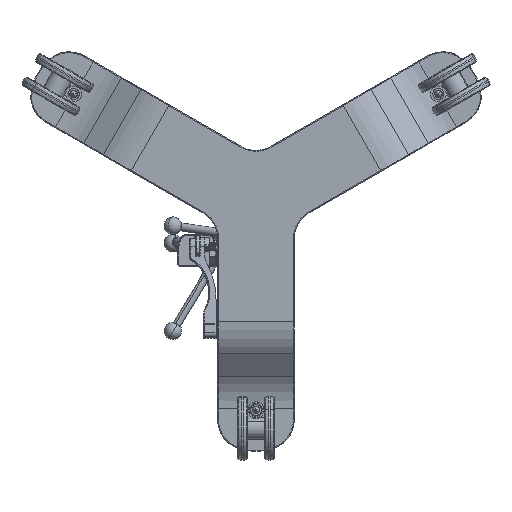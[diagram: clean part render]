
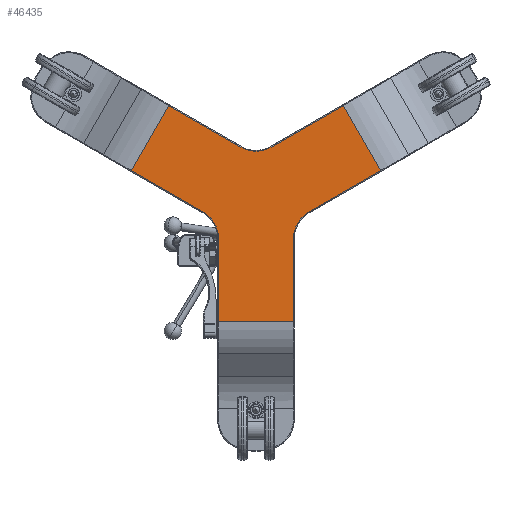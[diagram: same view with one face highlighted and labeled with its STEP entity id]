
A CAD part, front view. The second image highlights one B-rep face of the part: STEP entity #46435.
In plain terms, the highlighted planar face has unit normal (0, -1, 0).
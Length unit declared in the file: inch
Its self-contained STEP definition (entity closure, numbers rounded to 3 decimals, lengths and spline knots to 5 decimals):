
#547 = AXIS2_PLACEMENT_3D ( 'NONE', #59333, #2307, #3114 ) ;
#575 = CARTESIAN_POINT ( 'NONE',  ( 2.94, -3.25, -9.57984 ) ) ;
#1634 = CARTESIAN_POINT ( 'NONE',  ( 4.12, -3.25, -1.01614 ) ) ;
#2307 = DIRECTION ( 'NONE',  ( 0., 1., 0. ) ) ;
#2658 = VECTOR ( 'NONE', #47210, 39.37008 ) ;
#3114 = DIRECTION ( 'NONE',  ( 0.866, 0., -0.5 ) ) ;
#4485 = CARTESIAN_POINT ( 'NONE',  ( -5.3, -3.25, -3.05996 ) ) ;
#8670 = EDGE_CURVE ( 'Defeatured_0_437+Defeatured_0_10+Defeatured_0_8+Defeatured_0_323', #76055, #48192, #64053, .T. ) ;
#8767 = EDGE_CURVE ( 'Defeatured_0_437+Defeatured_0_27+Defeatured_0_29+Defeatured_0_25', #45234, #60327, #28266, .T. ) ;
#9337 = CARTESIAN_POINT ( 'NONE',  ( -8.05628, -3.25, 8.04611 ) ) ;
#9817 = ORIENTED_EDGE ( 'NONE', *, *, #50752, .T. ) ;
#9846 = VERTEX_POINT ( 'NONE', #15360 ) ;
#10434 = ORIENTED_EDGE ( 'NONE', *, *, #75274, .T. ) ;
#12875 = DIRECTION ( 'NONE',  ( -0.866, 0., -0.5 ) ) ;
#14446 = ORIENTED_EDGE ( 'NONE', *, *, #8767, .T. ) ;
#14970 = CARTESIAN_POINT ( 'NONE',  ( -2.94, -3.25, 2.0359 ) ) ;
#15247 = CARTESIAN_POINT ( 'NONE',  ( 9.76638, -3.25, 2.2438 ) ) ;
#15360 = CARTESIAN_POINT ( 'NONE',  ( 2.94, -3.25, -3.05996 ) ) ;
#16396 = VECTOR ( 'NONE', #57784, 39.37008 ) ;
#17332 = CARTESIAN_POINT ( 'NONE',  ( -9.76638, -3.25, 2.2438 ) ) ;
#18840 = VERTEX_POINT ( 'NONE', #76300 ) ;
#20524 = CARTESIAN_POINT ( 'NONE',  ( -10.99628, -3.25, 2.95389 ) ) ;
#20587 = EDGE_CURVE ( 'Defeatured_0_437+Defeatured_0_34+Defeatured_0_323+Defeatured_0_36', #61612, #18840, #71104, .T. ) ;
#22302 = DIRECTION ( 'NONE',  ( -0.5, 0., 0.866 ) ) ;
#23216 = CARTESIAN_POINT ( 'NONE',  ( 4., -3.25, -9.57984 ) ) ;
#25284 = VECTOR ( 'NONE', #48638, 39.37008 ) ;
#27057 = CARTESIAN_POINT ( 'NONE',  ( -6.82638, -3.25, 7.33603 ) ) ;
#28068 = EDGE_CURVE ( 'Defeatured_0_441+Defeatured_0_437+Defeatured_0_31+Defeatured_0_40', #72401, #72703, #62346, .T. ) ;
#28266 = CIRCLE ( 'NONE', #33636, 2.36 ) ;
#28415 = PLANE ( 'NONE',  #547 ) ;
#29478 = DIRECTION ( 'NONE',  ( 0., 1., 0. ) ) ;
#29485 = ORIENTED_EDGE ( 'NONE', *, *, #20587, .T. ) ;
#30656 = VERTEX_POINT ( 'NONE', #67446 ) ;
#31584 = LINE ( 'NONE', #70342, #35564 ) ;
#31769 = VERTEX_POINT ( 'NONE', #49195 ) ;
#31949 = CARTESIAN_POINT ( 'NONE',  ( -9.23314, -3.25, -1.93594 ) ) ;
#32393 = EDGE_LOOP ( 'NONE', ( #61023, #41781, #14446, #9817, #40676, #71530, #50792, #68681, #64338, #29485, #39524, #10434 ) ) ;
#33636 = AXIS2_PLACEMENT_3D ( 'NONE', #4485, #48604, #73956 ) ;
#33913 = VERTEX_POINT ( 'NONE', #575 ) ;
#34694 = LINE ( 'NONE', #9337, #2658 ) ;
#35355 = AXIS2_PLACEMENT_3D ( 'NONE', #48272, #48692, #74050 ) ;
#35564 = VECTOR ( 'NONE', #57045, 39.37008 ) ;
#35930 = VECTOR ( 'NONE', #63863, 39.37008 ) ;
#39524 = ORIENTED_EDGE ( 'NONE', *, *, #39771, .T. ) ;
#39771 = EDGE_CURVE ( 'Defeatured_0_437+Defeatured_0_36+Defeatured_0_34+Defeatured_0_38', #18840, #31769, #72148, .T. ) ;
#40676 = ORIENTED_EDGE ( 'NONE', *, *, #64178, .T. ) ;
#41178 = DIRECTION ( 'NONE',  ( 0., 0., -1. ) ) ;
#41781 = ORIENTED_EDGE ( 'NONE', *, *, #78558, .T. ) ;
#42025 = DIRECTION ( 'NONE',  ( -1., 0., 0. ) ) ;
#44788 = EDGE_CURVE ( 'Defeatured_0_437+Defeatured_0_8+Defeatured_0_6+Defeatured_0_10', #9846, #76055, #80516, .T. ) ;
#45234 = VERTEX_POINT ( 'NONE', #56844 ) ;
#46435 = ADVANCED_FACE ( 'Defeatured_0_437', ( #77970 ), #28415, .F. ) ;
#47210 = DIRECTION ( 'NONE',  ( -0.866, 0., 0.5 ) ) ;
#48192 = VERTEX_POINT ( 'NONE', #15247 ) ;
#48272 = CARTESIAN_POINT ( 'NONE',  ( 5.3, -3.25, -3.05996 ) ) ;
#48604 = DIRECTION ( 'NONE',  ( 0., 1., 0. ) ) ;
#48638 = DIRECTION ( 'NONE',  ( 1., 0., 0. ) ) ;
#48692 = DIRECTION ( 'NONE',  ( 0., 1., 0. ) ) ;
#49195 = CARTESIAN_POINT ( 'NONE',  ( -1.18, -3.25, 4.07609 ) ) ;
#50726 = CARTESIAN_POINT ( 'NONE',  ( -6.29314, -3.25, -7.02817 ) ) ;
#50752 = EDGE_CURVE ( 'Defeatured_0_437+Defeatured_0_25+Defeatured_0_27+Defeatured_0_327', #60327, #30656, #59553, .T. ) ;
#50792 = ORIENTED_EDGE ( 'NONE', *, *, #44788, .T. ) ;
#50905 = VECTOR ( 'NONE', #81433, 39.37008 ) ;
#51269 = VECTOR ( 'NONE', #22302, 39.37008 ) ;
#53966 = LINE ( 'NONE', #79299, #51269 ) ;
#54588 = CARTESIAN_POINT ( 'NONE',  ( -2.94, -3.25, -3.05996 ) ) ;
#55076 = EDGE_CURVE ( 'Defeatured_0_437+Defeatured_0_323+Defeatured_0_10+Defeatured_0_34', #48192, #61612, #53966, .T. ) ;
#56088 = CARTESIAN_POINT ( 'NONE',  ( -17.11387, -3.25, -10.48242 ) ) ;
#56844 = CARTESIAN_POINT ( 'NONE',  ( -4.12, -3.25, -1.01614 ) ) ;
#57045 = DIRECTION ( 'NONE',  ( 0., 0., 1. ) ) ;
#57784 = DIRECTION ( 'NONE',  ( 0.866, 0., 0.5 ) ) ;
#59333 = CARTESIAN_POINT ( 'NONE',  ( -8.81749, -3.25, -15.27233 ) ) ;
#59553 = LINE ( 'NONE', #14970, #81466 ) ;
#60327 = VERTEX_POINT ( 'NONE', #54588 ) ;
#60590 = EDGE_CURVE ( 'Defeatured_0_437+Defeatured_0_6+Defeatured_0_327+Defeatured_0_8', #33913, #9846, #31584, .T. ) ;
#61023 = ORIENTED_EDGE ( 'NONE', *, *, #28068, .F. ) ;
#61612 = VERTEX_POINT ( 'NONE', #81990 ) ;
#62346 = LINE ( 'NONE', #56088, #50905 ) ;
#63863 = DIRECTION ( 'NONE',  ( 0.866, 0., -0.5 ) ) ;
#64053 = LINE ( 'NONE', #50726, #16396 ) ;
#64178 = EDGE_CURVE ( 'Defeatured_0_437+Defeatured_0_327+Defeatured_0_25+Defeatured_0_6', #30656, #33913, #80650, .T. ) ;
#64338 = ORIENTED_EDGE ( 'NONE', *, *, #55076, .T. ) ;
#67028 = CARTESIAN_POINT ( 'NONE',  ( 0., -3.25, 6.11991 ) ) ;
#67446 = CARTESIAN_POINT ( 'NONE',  ( -2.94, -3.25, -9.57984 ) ) ;
#68681 = ORIENTED_EDGE ( 'NONE', *, *, #8670, .T. ) ;
#70342 = CARTESIAN_POINT ( 'NONE',  ( 2.94, -3.25, 2.0359 ) ) ;
#70494 = LINE ( 'NONE', #20524, #35930 ) ;
#71104 = LINE ( 'NONE', #31949, #82320 ) ;
#71530 = ORIENTED_EDGE ( 'NONE', *, *, #60590, .T. ) ;
#72148 = CIRCLE ( 'NONE', #76106, 2.36 ) ;
#72401 = VERTEX_POINT ( 'NONE', #17332 ) ;
#72703 = VERTEX_POINT ( 'NONE', #27057 ) ;
#73956 = DIRECTION ( 'NONE',  ( -1., 0., 0. ) ) ;
#74050 = DIRECTION ( 'NONE',  ( -1., 0., 0. ) ) ;
#75274 = EDGE_CURVE ( 'Defeatured_0_437+Defeatured_0_38+Defeatured_0_36+Defeatured_0_441', #31769, #72703, #34694, .T. ) ;
#76055 = VERTEX_POINT ( 'NONE', #1634 ) ;
#76106 = AXIS2_PLACEMENT_3D ( 'NONE', #67028, #29478, #42025 ) ;
#76300 = CARTESIAN_POINT ( 'NONE',  ( 1.18, -3.25, 4.07609 ) ) ;
#77970 = FACE_OUTER_BOUND ( 'NONE', #32393, .T. ) ;
#78558 = EDGE_CURVE ( 'Defeatured_0_437+Defeatured_0_29+Defeatured_0_441+Defeatured_0_27', #72401, #45234, #70494, .T. ) ;
#79299 = CARTESIAN_POINT ( 'NONE',  ( 6.29638, -3.25, 8.25402 ) ) ;
#80516 = CIRCLE ( 'NONE', #35355, 2.36 ) ;
#80650 = LINE ( 'NONE', #23216, #25284 ) ;
#81433 = DIRECTION ( 'NONE',  ( 0.5, 0., 0.866 ) ) ;
#81466 = VECTOR ( 'NONE', #41178, 39.37008 ) ;
#81990 = CARTESIAN_POINT ( 'NONE',  ( 6.82638, -3.25, 7.33603 ) ) ;
#82320 = VECTOR ( 'NONE', #12875, 39.37008 ) ;
